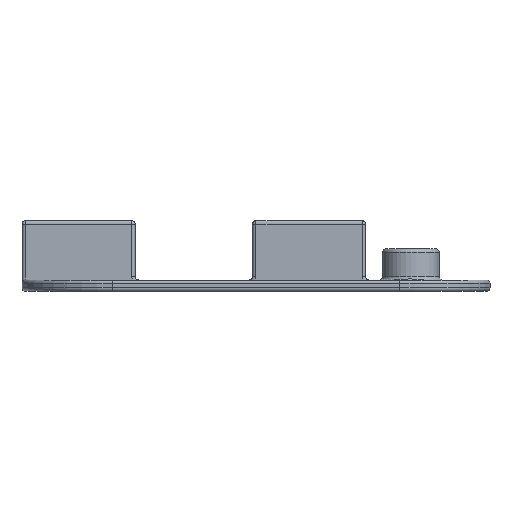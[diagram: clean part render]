
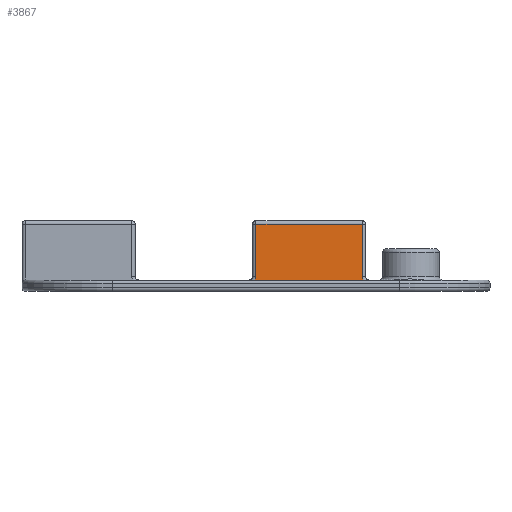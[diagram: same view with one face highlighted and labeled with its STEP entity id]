
A CAD part, left-side view. The second image highlights one B-rep face of the part: STEP entity #3867.
In plain terms, the highlighted planar face has unit normal (-1, 0, 0).
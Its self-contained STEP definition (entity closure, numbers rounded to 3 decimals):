
#98=PLANE('',#4280);
#285=FACE_OUTER_BOUND('',#555,.T.);
#555=EDGE_LOOP('',(#2891,#2892,#2893,#2894,#2895,#2896));
#834=LINE('',#6519,#1086);
#836=LINE('',#6525,#1088);
#849=LINE('',#6566,#1101);
#855=LINE('',#6670,#1107);
#1086=VECTOR('',#5138,10.);
#1088=VECTOR('',#5144,10.);
#1101=VECTOR('',#5187,10.);
#1107=VECTOR('',#5217,10.);
#1361=CIRCLE('',#4256,0.6);
#1366=CIRCLE('',#4270,0.6);
#1687=VERTEX_POINT('',#6485);
#1699=VERTEX_POINT('',#6514);
#1700=VERTEX_POINT('',#6521);
#1702=VERTEX_POINT('',#6527);
#1708=VERTEX_POINT('',#6564);
#1710=VERTEX_POINT('',#6570);
#2103=EDGE_CURVE('',#1687,#1699,#834,.T.);
#2106=EDGE_CURVE('',#1699,#1700,#836,.T.);
#2109=EDGE_CURVE('',#1700,#1702,#1361,.T.);
#2126=EDGE_CURVE('',#1708,#1687,#849,.T.);
#2129=EDGE_CURVE('',#1710,#1708,#1366,.T.);
#2143=EDGE_CURVE('',#1702,#1710,#855,.T.);
#2891=ORIENTED_EDGE('',*,*,#2109,.F.);
#2892=ORIENTED_EDGE('',*,*,#2106,.F.);
#2893=ORIENTED_EDGE('',*,*,#2103,.F.);
#2894=ORIENTED_EDGE('',*,*,#2126,.F.);
#2895=ORIENTED_EDGE('',*,*,#2129,.F.);
#2896=ORIENTED_EDGE('',*,*,#2143,.F.);
#3867=ADVANCED_FACE('',(#285),#98,.T.);
#4256=AXIS2_PLACEMENT_3D('',#6536,#5149,#5150);
#4270=AXIS2_PLACEMENT_3D('',#6577,#5191,#5192);
#4280=AXIS2_PLACEMENT_3D('',#6669,#5215,#5216);
#5138=DIRECTION('',(0.,-1.,0.));
#5144=DIRECTION('',(0.,0.,-1.));
#5149=DIRECTION('center_axis',(-1.,0.,0.));
#5150=DIRECTION('ref_axis',(0.,0.707,-0.707));
#5187=DIRECTION('',(0.,0.,1.));
#5191=DIRECTION('center_axis',(-1.,0.,0.));
#5192=DIRECTION('ref_axis',(0.,-0.707,-0.707));
#5215=DIRECTION('center_axis',(-1.,0.,0.));
#5216=DIRECTION('ref_axis',(0.,1.,0.));
#5217=DIRECTION('',(0.,1.,0.));
#6485=CARTESIAN_POINT('',(-17.,11.7,18.2));
#6514=CARTESIAN_POINT('',(-17.,2.3,18.2));
#6519=CARTESIAN_POINT('',(-17.,11.698,18.2));
#6521=CARTESIAN_POINT('',(-17.,2.3,13.55));
#6525=CARTESIAN_POINT('',(-17.,2.3,15.));
#6527=CARTESIAN_POINT('',(-17.,2.22,13.25));
#6536=CARTESIAN_POINT('Origin',(-17.,1.7,13.55));
#6564=CARTESIAN_POINT('',(-17.,11.7,13.55));
#6566=CARTESIAN_POINT('',(-17.,11.7,17.));
#6570=CARTESIAN_POINT('',(-17.,11.78,13.25));
#6577=CARTESIAN_POINT('Origin',(-17.,12.3,13.55));
#6669=CARTESIAN_POINT('Origin',(-17.,-9.,17.));
#6670=CARTESIAN_POINT('',(-17.,3.599,13.25));
